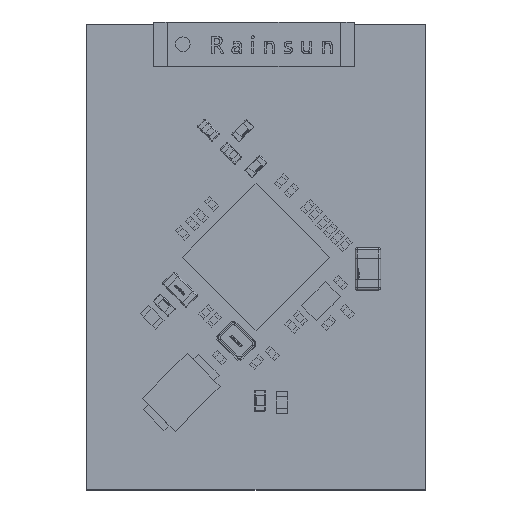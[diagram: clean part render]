
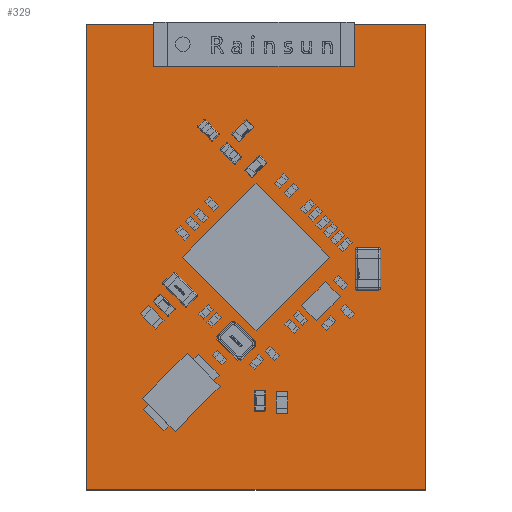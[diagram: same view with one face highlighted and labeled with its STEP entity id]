
A CAD part, top view. The second image highlights one B-rep face of the part: STEP entity #329.
In plain terms, the highlighted planar face has unit normal (0, 0, 1).
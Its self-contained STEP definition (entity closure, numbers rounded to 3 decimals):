
#200 = VERTEX_POINT('',#201);
#201 = CARTESIAN_POINT('',(16.,0.,0.858));
#207 = EDGE_CURVE('',#200,#208,#210,.T.);
#208 = VERTEX_POINT('',#209);
#209 = CARTESIAN_POINT('',(0.,0.,0.858));
#210 = LINE('',#211,#212);
#211 = CARTESIAN_POINT('',(16.,0.,0.858));
#212 = VECTOR('',#213,1.);
#213 = DIRECTION('',(-1.,0.,0.));
#238 = EDGE_CURVE('',#208,#239,#241,.T.);
#239 = VERTEX_POINT('',#240);
#240 = CARTESIAN_POINT('',(0.,22.,0.858));
#241 = LINE('',#242,#243);
#242 = CARTESIAN_POINT('',(0.,0.,0.858));
#243 = VECTOR('',#244,1.);
#244 = DIRECTION('',(0.,1.,0.));
#269 = EDGE_CURVE('',#239,#270,#272,.T.);
#270 = VERTEX_POINT('',#271);
#271 = CARTESIAN_POINT('',(16.,22.,0.858));
#272 = LINE('',#273,#274);
#273 = CARTESIAN_POINT('',(0.,22.,0.858));
#274 = VECTOR('',#275,1.);
#275 = DIRECTION('',(1.,0.,0.));
#300 = EDGE_CURVE('',#270,#200,#301,.T.);
#301 = LINE('',#302,#303);
#302 = CARTESIAN_POINT('',(16.,22.,0.858));
#303 = VECTOR('',#304,1.);
#304 = DIRECTION('',(0.,-1.,0.));
#329 = ADVANCED_FACE('',(#330),#336,.F.);
#330 = FACE_BOUND('',#331,.F.);
#331 = EDGE_LOOP('',(#332,#333,#334,#335));
#332 = ORIENTED_EDGE('',*,*,#207,.T.);
#333 = ORIENTED_EDGE('',*,*,#238,.T.);
#334 = ORIENTED_EDGE('',*,*,#269,.T.);
#335 = ORIENTED_EDGE('',*,*,#300,.T.);
#336 = PLANE('',#337);
#337 = AXIS2_PLACEMENT_3D('',#338,#339,#340);
#338 = CARTESIAN_POINT('',(8.,11.,0.858));
#339 = DIRECTION('',(-0.,-0.,-1.));
#340 = DIRECTION('',(-1.,0.,0.));
